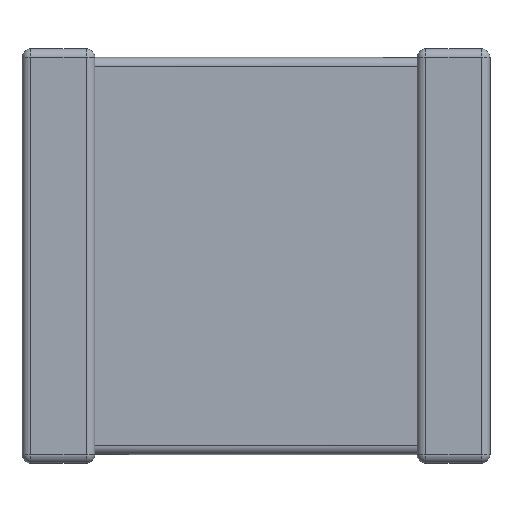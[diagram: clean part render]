
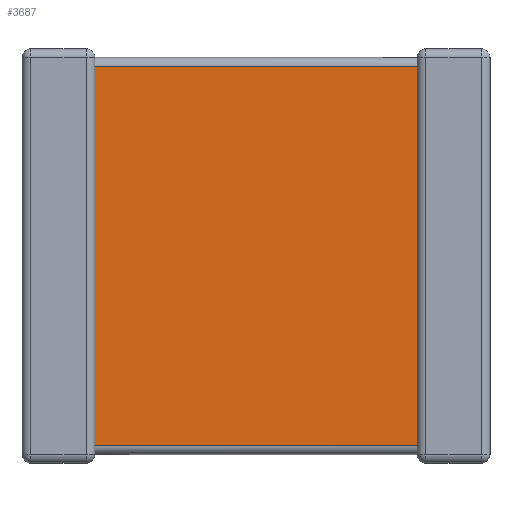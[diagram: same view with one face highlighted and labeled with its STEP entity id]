
A CAD part, front view. The second image highlights one B-rep face of the part: STEP entity #3687.
In plain terms, the highlighted planar face has unit normal (0, -1, 0).
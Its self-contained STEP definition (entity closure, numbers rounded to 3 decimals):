
#96 = CARTESIAN_POINT ( 'NONE',  ( 5.15, 0.112, -0.225 ) ) ;
#129 = DIRECTION ( 'NONE',  ( 0., 0., 1. ) ) ;
#154 = DIRECTION ( 'NONE',  ( 0., -1., 0. ) ) ;
#227 = EDGE_CURVE ( 'NONE', #3626, #2777, #603, .T. ) ;
#333 = DIRECTION ( 'NONE',  ( 1., 0., 0. ) ) ;
#439 = VERTEX_POINT ( 'NONE', #2023 ) ;
#473 = PLANE ( 'NONE',  #3806 ) ;
#603 = LINE ( 'NONE', #871, #4310 ) ;
#828 = EDGE_CURVE ( 'NONE', #4263, #2777, #2337, .T. ) ;
#871 = CARTESIAN_POINT ( 'NONE',  ( 0.95, 0.112, -0.225 ) ) ;
#931 = VECTOR ( 'NONE', #333, 1000. ) ;
#1043 = FACE_OUTER_BOUND ( 'NONE', #2522, .T. ) ;
#1208 = CARTESIAN_POINT ( 'NONE',  ( 0.95, 0.112, -5.4 ) ) ;
#1310 = LINE ( 'NONE', #4643, #931 ) ;
#1339 = ORIENTED_EDGE ( 'NONE', *, *, #3953, .T. ) ;
#2015 = ORIENTED_EDGE ( 'NONE', *, *, #828, .F. ) ;
#2023 = CARTESIAN_POINT ( 'NONE',  ( 5.15, 0.112, -5.175 ) ) ;
#2298 = DIRECTION ( 'NONE',  ( -1., 0., 0. ) ) ;
#2337 = LINE ( 'NONE', #2761, #2622 ) ;
#2522 = EDGE_LOOP ( 'NONE', ( #2015, #4606, #1339, #3517 ) ) ;
#2622 = VECTOR ( 'NONE', #3155, 1000. ) ;
#2761 = CARTESIAN_POINT ( 'NONE',  ( 0.95, 0.112, -5.4 ) ) ;
#2777 = VERTEX_POINT ( 'NONE', #3998 ) ;
#3155 = DIRECTION ( 'NONE',  ( 0., 0., 1. ) ) ;
#3517 = ORIENTED_EDGE ( 'NONE', *, *, #227, .T. ) ;
#3626 = VERTEX_POINT ( 'NONE', #96 ) ;
#3649 = CARTESIAN_POINT ( 'NONE',  ( 5.15, 0.112, -5.4 ) ) ;
#3687 = ADVANCED_FACE ( 'NONE', ( #1043 ), #473, .T. ) ;
#3767 = DIRECTION ( 'NONE',  ( 0., 0., -1. ) ) ;
#3806 = AXIS2_PLACEMENT_3D ( 'NONE', #1208, #154, #3767 ) ;
#3863 = VECTOR ( 'NONE', #129, 1000. ) ;
#3953 = EDGE_CURVE ( 'NONE', #439, #3626, #3971, .T. ) ;
#3971 = LINE ( 'NONE', #3649, #3863 ) ;
#3998 = CARTESIAN_POINT ( 'NONE',  ( 0.95, 0.112, -0.225 ) ) ;
#4263 = VERTEX_POINT ( 'NONE', #4297 ) ;
#4297 = CARTESIAN_POINT ( 'NONE',  ( 0.95, 0.112, -5.175 ) ) ;
#4310 = VECTOR ( 'NONE', #2298, 1000. ) ;
#4313 = EDGE_CURVE ( 'NONE', #4263, #439, #1310, .T. ) ;
#4606 = ORIENTED_EDGE ( 'NONE', *, *, #4313, .T. ) ;
#4643 = CARTESIAN_POINT ( 'NONE',  ( 5.15, 0.112, -5.175 ) ) ;
